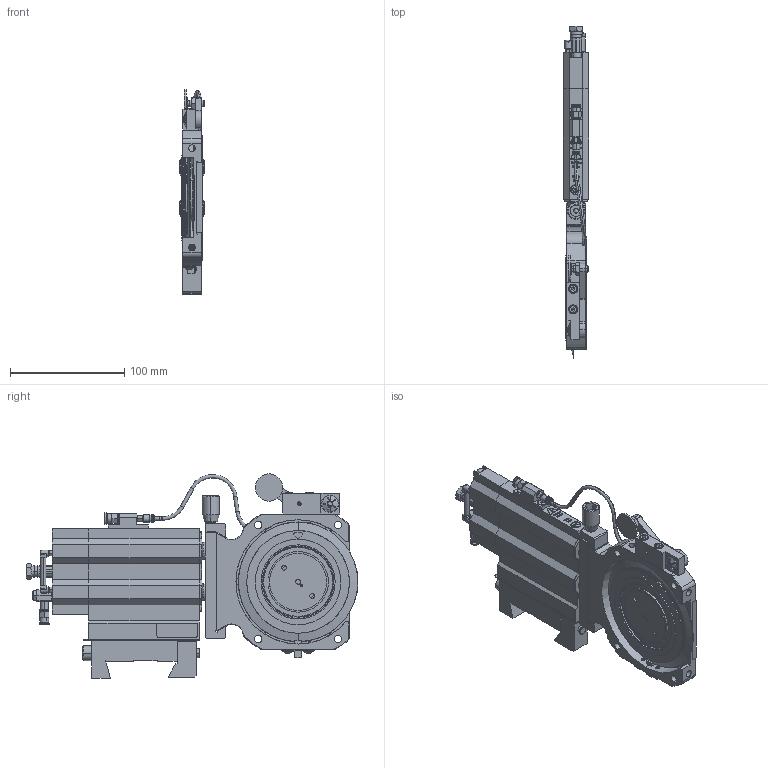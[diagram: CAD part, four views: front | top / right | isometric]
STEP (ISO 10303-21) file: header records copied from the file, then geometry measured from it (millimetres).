
FILE_DESCRIPTION (( 'STEP AP214' ), '1' );
FILE_NAME ('P3105-0006.STEP', '2022-06-23T13:26:36', ( '' ), ( '' ), 'SwSTEP 2.0', 'SolidWorks 2021', '' );
FILE_SCHEMA (( 'AUTOMOTIVE_DESIGN' ));
Length unit declared in the file: inch
Products named in the file (1): P3105-0006
Bounding box: 22 x 291 x 179.17 mm (x, y, z)
Surface area: 152987.9 mm2 (no closed solid volume)
Topology: 0 solids, 101 shells, 1043 faces, 3654 edges, 2701 vertices
Faces by surface type: plane 507, cylinder 338, cone 160, torus 20, bspline 16, sphere 2
Entity records: 58401 total; most frequent: CARTESIAN_POINT 13601, DIRECTION 6481, ORIENTED_EDGE 5909, EDGE_CURVE 3646, VERTEX_POINT 2701, AXIS2_PLACEMENT_3D 2330, VECTOR 1821, LINE 1821
